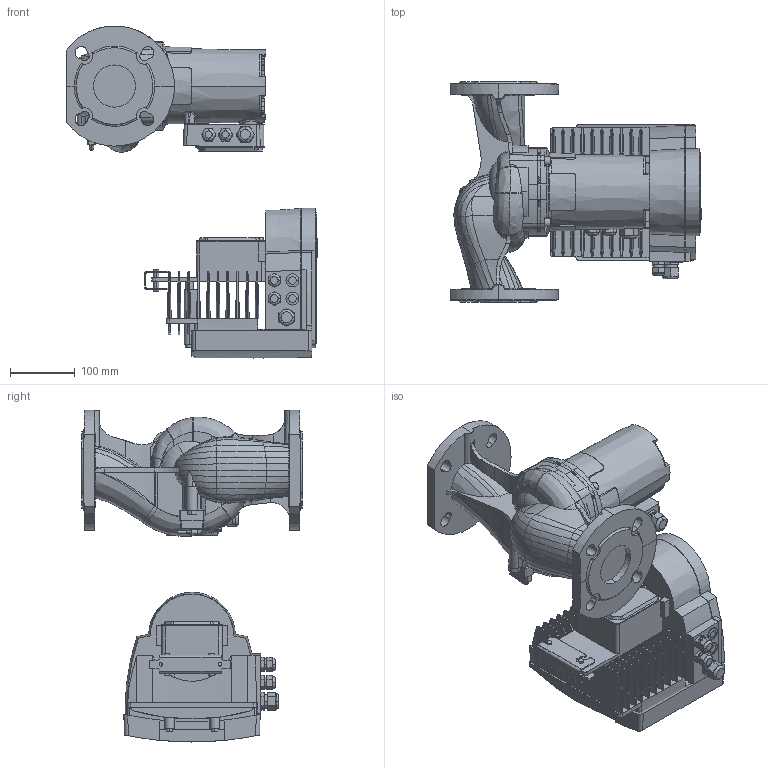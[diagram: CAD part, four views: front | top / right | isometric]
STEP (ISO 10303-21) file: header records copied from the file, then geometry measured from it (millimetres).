
FILE_DESCRIPTION (( 'STEP AP214' ), '1' );
FILE_NAME ('ModulA 65-15 340 GREEN.STEP', '2014-07-15T11:16:49', ( '' ), ( '' ), 'SwSTEP 2.0', 'SolidWorks 2011', '' );
FILE_SCHEMA (( 'AUTOMOTIVE_DESIGN' ));
Length unit declared in the file: millimetre
Products named in the file (1): ModulA 65-15 340 GREEN
Bounding box: 386.6 x 340 x 511.14 mm (x, y, z)
Volume: 11548478 mm3; surface area: 1178451.2 mm2
Topology: 16 solids, 21 shells, 1827 faces, 4868 edges, 3144 vertices
Faces by surface type: plane 699, bspline 508, cylinder 433, cone 137, torus 46, sphere 4
Entity records: 116692 total; most frequent: CARTESIAN_POINT 55690, ORIENTED_EDGE 9692, DIRECTION 6612, EDGE_CURVE 4846, VERTEX_POINT 3144, AXIS2_PLACEMENT_3D 2283, LINE 2046, VECTOR 2046
